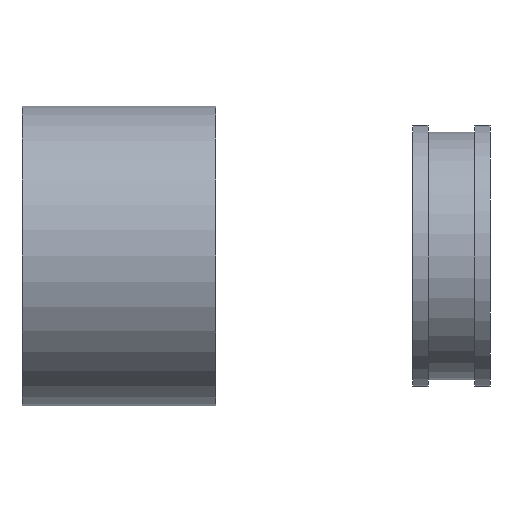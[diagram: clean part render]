
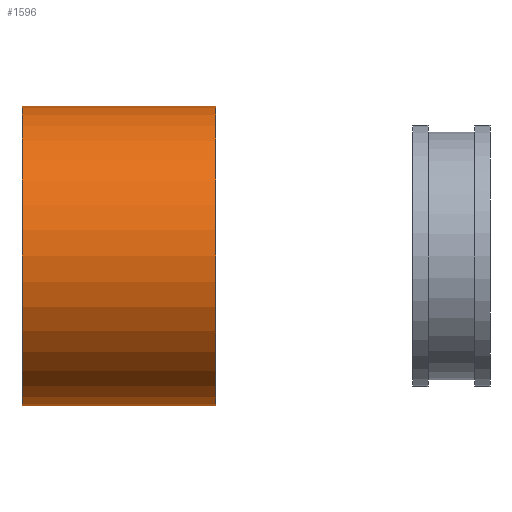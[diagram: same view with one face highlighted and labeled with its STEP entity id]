
A CAD part, front view. The second image highlights one B-rep face of the part: STEP entity #1596.
In plain terms, the highlighted cylindrical face has radius 19.35 mm (diameter 38.7 mm), a partial arc.
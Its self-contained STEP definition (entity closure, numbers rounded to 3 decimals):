
#82 = CIRCLE ( 'NONE', #400, 19.35 ) ;
#130 = CARTESIAN_POINT ( 'NONE',  ( -55.72, 0., 19.35 ) ) ;
#144 = DIRECTION ( 'NONE',  ( -1., 0., 0. ) ) ;
#179 = CARTESIAN_POINT ( 'NONE',  ( -80.72, 0., 0. ) ) ;
#190 = AXIS2_PLACEMENT_3D ( 'NONE', #769, #617, #489 ) ;
#212 = AXIS2_PLACEMENT_3D ( 'NONE', #1630, #144, #1621 ) ;
#253 = DIRECTION ( 'NONE',  ( -1., 0., 0. ) ) ;
#321 = DIRECTION ( 'NONE',  ( -1., 0., 0. ) ) ;
#400 = AXIS2_PLACEMENT_3D ( 'NONE', #179, #321, #856 ) ;
#470 = EDGE_CURVE ( 'NONE', #912, #1350, #1178, .T. ) ;
#480 = VECTOR ( 'NONE', #1193, 1000. ) ;
#489 = DIRECTION ( 'NONE',  ( 0., 0., 1. ) ) ;
#503 = CARTESIAN_POINT ( 'NONE',  ( -55.72, 0., -19.35 ) ) ;
#539 = CARTESIAN_POINT ( 'NONE',  ( -80.72, 0., -19.35 ) ) ;
#617 = DIRECTION ( 'NONE',  ( -1., 0., 0. ) ) ;
#714 = EDGE_CURVE ( 'NONE', #866, #1350, #82, .T. ) ;
#769 = CARTESIAN_POINT ( 'NONE',  ( -139.753, 0., 0. ) ) ;
#830 = CIRCLE ( 'NONE', #212, 19.35 ) ;
#856 = DIRECTION ( 'NONE',  ( 0., 0., 1. ) ) ;
#866 = VERTEX_POINT ( 'NONE', #539 ) ;
#880 = ORIENTED_EDGE ( 'NONE', *, *, #1402, .F. ) ;
#883 = CYLINDRICAL_SURFACE ( 'NONE', #190, 19.35 ) ;
#912 = VERTEX_POINT ( 'NONE', #130 ) ;
#962 = ORIENTED_EDGE ( 'NONE', *, *, #470, .T. ) ;
#1003 = VERTEX_POINT ( 'NONE', #503 ) ;
#1178 = LINE ( 'NONE', #1730, #480 ) ;
#1186 = FACE_OUTER_BOUND ( 'NONE', #1400, .T. ) ;
#1193 = DIRECTION ( 'NONE',  ( -1., 0., 0. ) ) ;
#1350 = VERTEX_POINT ( 'NONE', #1713 ) ;
#1398 = VECTOR ( 'NONE', #253, 1000. ) ;
#1400 = EDGE_LOOP ( 'NONE', ( #880, #1593, #962, #1755 ) ) ;
#1402 = EDGE_CURVE ( 'NONE', #1003, #866, #1470, .T. ) ;
#1431 = EDGE_CURVE ( 'NONE', #1003, #912, #830, .T. ) ;
#1470 = LINE ( 'NONE', #1480, #1398 ) ;
#1480 = CARTESIAN_POINT ( 'NONE',  ( -139.753, 0., -19.35 ) ) ;
#1593 = ORIENTED_EDGE ( 'NONE', *, *, #1431, .T. ) ;
#1596 = ADVANCED_FACE ( 'NONE', ( #1186 ), #883, .T. ) ;
#1621 = DIRECTION ( 'NONE',  ( 0., 0., 1. ) ) ;
#1630 = CARTESIAN_POINT ( 'NONE',  ( -55.72, 0., 0. ) ) ;
#1713 = CARTESIAN_POINT ( 'NONE',  ( -80.72, 0., 19.35 ) ) ;
#1730 = CARTESIAN_POINT ( 'NONE',  ( -139.753, 0., 19.35 ) ) ;
#1755 = ORIENTED_EDGE ( 'NONE', *, *, #714, .F. ) ;
